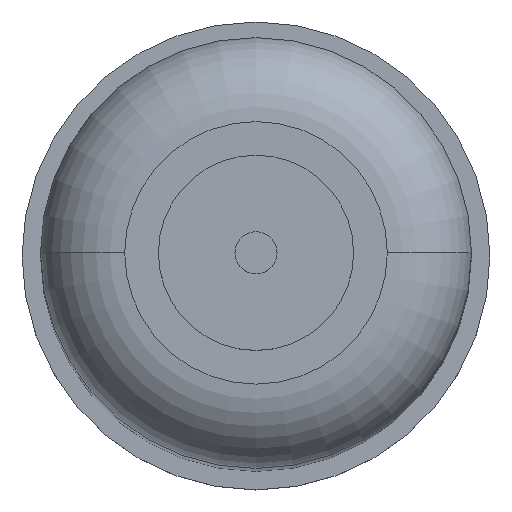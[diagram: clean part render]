
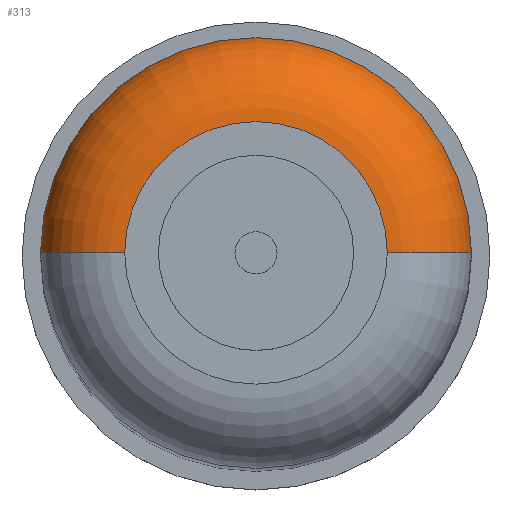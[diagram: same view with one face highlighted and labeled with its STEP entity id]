
A CAD part, top view. The second image highlights one B-rep face of the part: STEP entity #313.
In plain terms, the highlighted toroidal (fillet/blend) face has major radius 19.812 mm and minor radius 12.7 mm.
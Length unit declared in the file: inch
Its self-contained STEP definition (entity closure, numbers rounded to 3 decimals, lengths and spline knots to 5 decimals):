
#15 = AXIS2_PLACEMENT_3D ( 'NONE', #508, #554, #335 ) ;
#48 = ORIENTED_EDGE ( 'NONE', *, *, #237, .F. ) ;
#85 = EDGE_CURVE ( 'NONE', #716, #473, #344, .T. ) ;
#92 = EDGE_LOOP ( 'NONE', ( #560, #614, #580, #48 ) ) ;
#99 = TOROIDAL_SURFACE ( 'NONE', #226, 0.78, 0.5 ) ;
#116 = CIRCLE ( 'NONE', #655, 0.78 ) ;
#136 = AXIS2_PLACEMENT_3D ( 'NONE', #708, #320, #598 ) ;
#179 = CARTESIAN_POINT ( 'NONE',  ( 0.78, 0., -0.37 ) ) ;
#183 = DIRECTION ( 'NONE',  ( 0., 0., -1. ) ) ;
#192 = DIRECTION ( 'NONE',  ( 0., 0., -1. ) ) ;
#226 = AXIS2_PLACEMENT_3D ( 'NONE', #411, #192, #702 ) ;
#237 = EDGE_CURVE ( 'NONE', #587, #716, #241, .T. ) ;
#241 = CIRCLE ( 'NONE', #357, 0.5 ) ;
#267 = CARTESIAN_POINT ( 'NONE',  ( 1.28, 0., -0.87 ) ) ;
#299 = VERTEX_POINT ( 'NONE', #179 ) ;
#301 = CARTESIAN_POINT ( 'NONE',  ( 0., 0., -0.37 ) ) ;
#311 = EDGE_CURVE ( 'NONE', #299, #587, #116, .T. ) ;
#313 = ADVANCED_FACE ( 'NONE', ( #707 ), #99, .T. ) ;
#320 = DIRECTION ( 'NONE',  ( 0., 1., 0. ) ) ;
#335 = DIRECTION ( 'NONE',  ( -1., 0., 0. ) ) ;
#344 = CIRCLE ( 'NONE', #15, 1.28 ) ;
#357 = AXIS2_PLACEMENT_3D ( 'NONE', #457, #451, #183 ) ;
#383 = CARTESIAN_POINT ( 'NONE',  ( -1.28, 0., -0.87 ) ) ;
#411 = CARTESIAN_POINT ( 'NONE',  ( 0., 0., -0.87 ) ) ;
#451 = DIRECTION ( 'NONE',  ( 0., -1., 0. ) ) ;
#457 = CARTESIAN_POINT ( 'NONE',  ( -0.78, 0., -0.87 ) ) ;
#463 = CIRCLE ( 'NONE', #136, 0.5 ) ;
#473 = VERTEX_POINT ( 'NONE', #267 ) ;
#508 = CARTESIAN_POINT ( 'NONE',  ( 0., 0., -0.87 ) ) ;
#520 = DIRECTION ( 'NONE',  ( -1., 0., 0. ) ) ;
#538 = CARTESIAN_POINT ( 'NONE',  ( -0.78, 0., -0.37 ) ) ;
#554 = DIRECTION ( 'NONE',  ( 0., 0., -1. ) ) ;
#560 = ORIENTED_EDGE ( 'NONE', *, *, #311, .F. ) ;
#570 = EDGE_CURVE ( 'NONE', #299, #473, #463, .T. ) ;
#580 = ORIENTED_EDGE ( 'NONE', *, *, #85, .F. ) ;
#587 = VERTEX_POINT ( 'NONE', #538 ) ;
#598 = DIRECTION ( 'NONE',  ( -1., 0., 0. ) ) ;
#614 = ORIENTED_EDGE ( 'NONE', *, *, #570, .T. ) ;
#637 = DIRECTION ( 'NONE',  ( 0., 0., 1. ) ) ;
#655 = AXIS2_PLACEMENT_3D ( 'NONE', #301, #637, #520 ) ;
#702 = DIRECTION ( 'NONE',  ( -1., 0., 0. ) ) ;
#707 = FACE_OUTER_BOUND ( 'NONE', #92, .T. ) ;
#708 = CARTESIAN_POINT ( 'NONE',  ( 0.78, 0., -0.87 ) ) ;
#716 = VERTEX_POINT ( 'NONE', #383 ) ;
